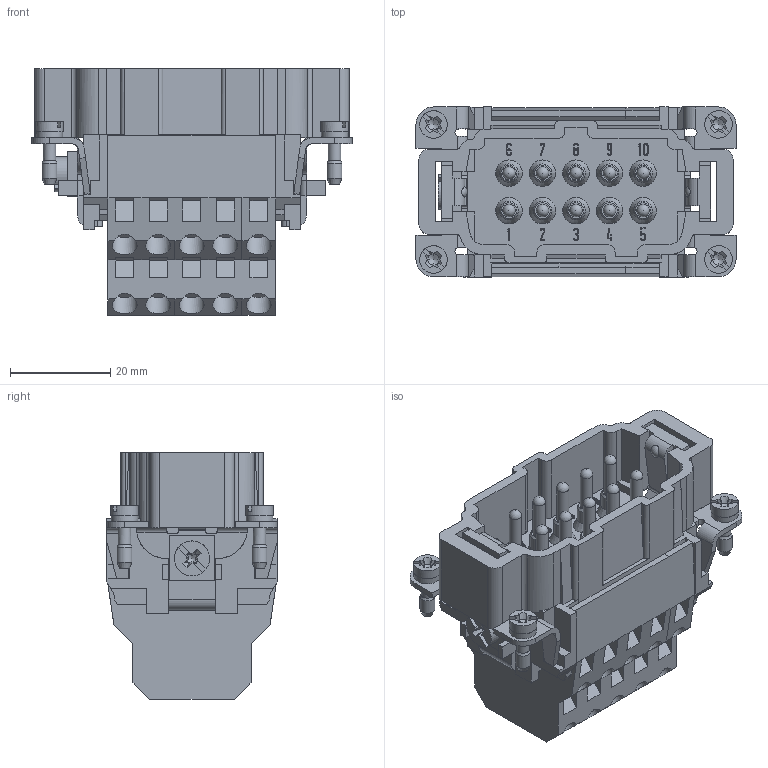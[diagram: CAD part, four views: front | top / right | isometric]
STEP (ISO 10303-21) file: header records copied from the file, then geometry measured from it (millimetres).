
FILE_DESCRIPTION(/* description */ (''),/* implementation_level */ '2;1');
FILE_NAME(/* name */ '100095101ugm000_c.stp',/* time_stamp */ '2018-11-26T15:32:33+01:00',/* author */ (''),/* organization */ (''),/* preprocessor_version */ 'ST-DEVELOPER v16.7',/* originating_system */ 'SIEMENS PLM Software NX 12.0',/* authorisation */ '');
FILE_SCHEMA (('AUTOMOTIVE_DESIGN { 1 0 10303 214 3 1 1 1 }'));
Length unit declared in the file: millimetre
Products named in the file (1): 100095101ugm000_c
Bounding box: 64 x 34 x 49.38 mm (x, y, z)
Volume: 45486.5 mm3; surface area: 19294.5 mm2
Topology: 1 solids, 1 shells, 1037 faces, 2935 edges, 1955 vertices
Faces by surface type: plane 770, cylinder 196, cone 57, sphere 14
Full cylindrical faces by diameter (mm): 2.3 x2, 2.45 x2, 2.5 x14, 3 x4, 3.242 x1, 3.7 x10, 5 x20, 5.34 x4, 5.5 x4, 7 x1
Entity records: 35816 total; most frequent: CARTESIAN_POINT 6596, ORIENTED_EDGE 5514, DIRECTION 5192, EDGE_CURVE 2757, LINE 2034, VECTOR 2034, VERTEX_POINT 1877, AXIS2_PLACEMENT_3D 1579
